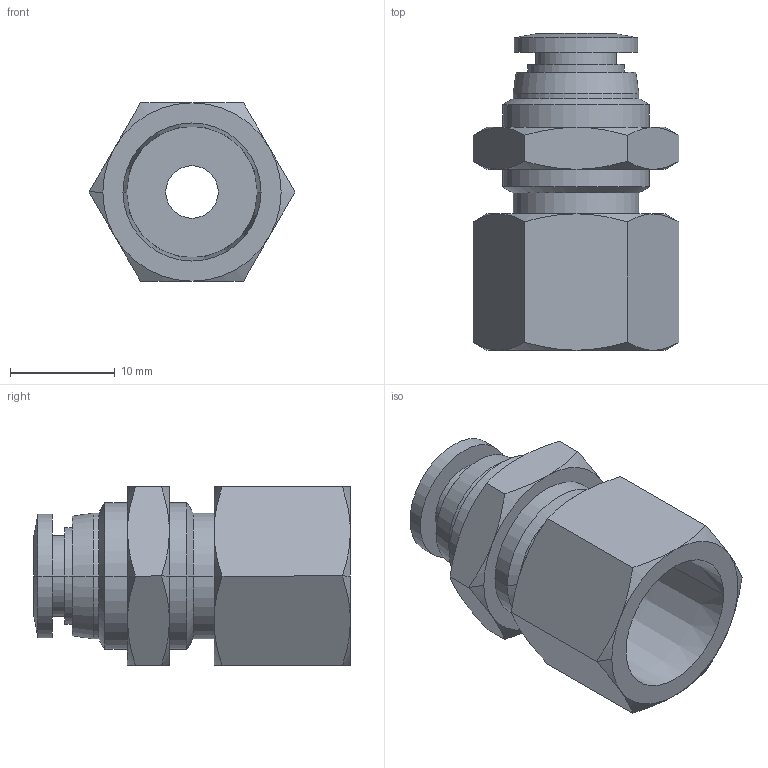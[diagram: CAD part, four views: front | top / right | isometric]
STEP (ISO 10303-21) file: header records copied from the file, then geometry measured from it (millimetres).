
FILE_DESCRIPTION (( 'STEP AP214' ), '1' );
FILE_NAME ('FB6M-14R.step', '2016-02-24T20:31:40', ( '' ), ( '' ), 'SwSTEP 2.0', 'SolidWorks 2015', '' );
FILE_SCHEMA (( 'AUTOMOTIVE_DESIGN' ));
Length unit declared in the file: inch
Products named in the file (1): FB6M-14R
Bounding box: 19.63 x 30.2 x 17 mm (x, y, z)
Volume: 3777.1 mm3; surface area: 3052.5 mm2
Topology: 1 solids, 1 shells, 80 faces, 168 edges, 98 vertices
Faces by surface type: cone 38, plane 22, cylinder 18, torus 2
Entity records: 3416 total; most frequent: CARTESIAN_POINT 669, DIRECTION 354, ORIENTED_EDGE 336, EDGE_CURVE 168, AXIS2_PLACEMENT_3D 155, VERTEX_POINT 98, EDGE_LOOP 90, UNCERTAINTY_MEASURE_WITH_UNIT 83
